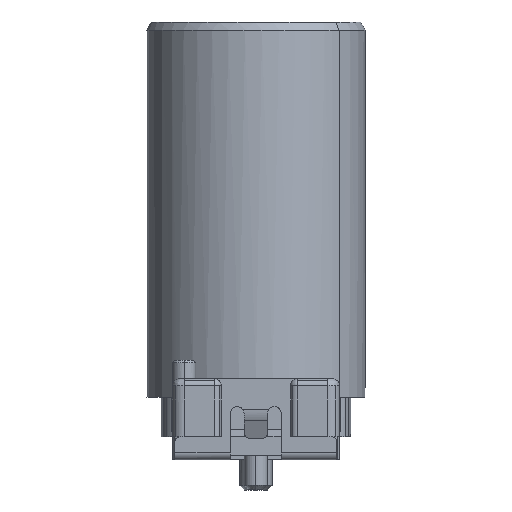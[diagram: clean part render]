
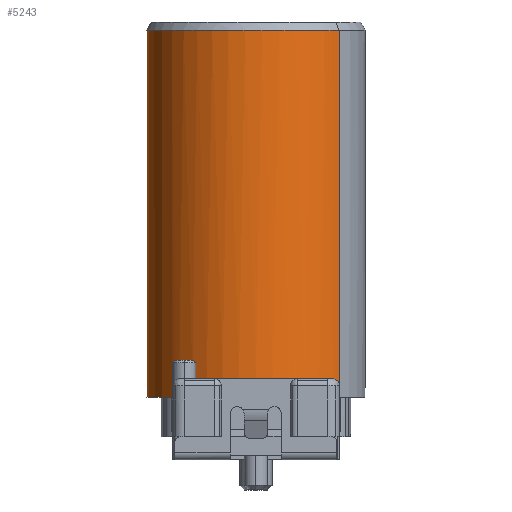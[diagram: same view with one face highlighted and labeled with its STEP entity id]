
A CAD part, front view. The second image highlights one B-rep face of the part: STEP entity #5243.
In plain terms, the highlighted cylindrical face has radius 4.725 mm (diameter 9.45 mm), a partial arc.
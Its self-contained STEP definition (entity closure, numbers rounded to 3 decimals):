
#4777=AXIS2_PLACEMENT_3D('Circle Axis2P3D',#4775,#4776,$) ;
#5151=AXIS2_PLACEMENT_3D('Cylinder Axis2P3D',#5148,#5149,#5150) ;
#5201=AXIS2_PLACEMENT_3D('Circle Axis2P3D',#5199,#5200,$) ;
#5208=AXIS2_PLACEMENT_3D('Circle Axis2P3D',#5206,#5207,$) ;
#3424=CARTESIAN_POINT('Line Origine',(1.125,9.81,4.8)) ;
#3428=CARTESIAN_POINT('Vertex',(1.125,9.81,4.5)) ;
#3430=CARTESIAN_POINT('Vertex',(1.125,9.81,19.854)) ;
#3437=CARTESIAN_POINT('Vertex',(8.325,3.69,19.854)) ;
#3440=CARTESIAN_POINT('Line Origine',(8.325,3.69,4.8)) ;
#3444=CARTESIAN_POINT('Vertex',(8.325,3.69,4.5)) ;
#4772=CARTESIAN_POINT('Vertex',(1.125,3.69,4.)) ;
#4775=CARTESIAN_POINT('Axis2P3D Location',(4.725,6.75,4.)) ;
#4779=CARTESIAN_POINT('Vertex',(1.125,9.81,4.)) ;
#5148=CARTESIAN_POINT('Axis2P3D Location',(4.725,6.75,4.8)) ;
#5154=CARTESIAN_POINT('Control Point',(1.125,9.81,19.854)) ;
#5155=CARTESIAN_POINT('Control Point',(0.644,9.245,19.854)) ;
#5156=CARTESIAN_POINT('Control Point',(0.275,8.585,19.854)) ;
#5157=CARTESIAN_POINT('Control Point',(0.041,7.86,19.854)) ;
#5158=CARTESIAN_POINT('Control Point',(-0.13,6.357,19.854)) ;
#5159=CARTESIAN_POINT('Control Point',(0.281,4.901,19.854)) ;
#5160=CARTESIAN_POINT('Control Point',(0.628,4.222,19.854)) ;
#5161=CARTESIAN_POINT('Control Point',(1.57,3.039,19.854)) ;
#5162=CARTESIAN_POINT('Control Point',(2.89,2.3,19.854)) ;
#5163=CARTESIAN_POINT('Control Point',(3.615,2.066,19.854)) ;
#5164=CARTESIAN_POINT('Control Point',(5.118,1.895,19.854)) ;
#5165=CARTESIAN_POINT('Control Point',(6.574,2.306,19.854)) ;
#5166=CARTESIAN_POINT('Control Point',(7.253,2.653,19.854)) ;
#5167=CARTESIAN_POINT('Control Point',(7.844,3.124,19.854)) ;
#5168=CARTESIAN_POINT('Control Point',(8.325,3.69,19.854)) ;
#5170=CARTESIAN_POINT('Line Origine',(1.125,9.81,4.8)) ;
#5175=CARTESIAN_POINT('Line Origine',(1.125,3.69,4.8)) ;
#5179=CARTESIAN_POINT('Vertex',(1.125,3.69,4.5)) ;
#5183=CARTESIAN_POINT('Control Point',(1.125,3.69,4.5)) ;
#5184=CARTESIAN_POINT('Control Point',(1.125,3.689,4.564)) ;
#5185=CARTESIAN_POINT('Control Point',(1.145,3.666,4.629)) ;
#5186=CARTESIAN_POINT('Control Point',(1.176,3.63,4.675)) ;
#5187=CARTESIAN_POINT('Control Point',(1.213,3.589,4.712)) ;
#5188=CARTESIAN_POINT('Vertex',(1.213,3.589,4.712)) ;
#5192=CARTESIAN_POINT('Control Point',(1.213,3.589,4.712)) ;
#5193=CARTESIAN_POINT('Control Point',(1.273,3.523,4.772)) ;
#5194=CARTESIAN_POINT('Control Point',(1.35,3.441,4.801)) ;
#5195=CARTESIAN_POINT('Control Point',(1.425,3.368,4.8)) ;
#5196=CARTESIAN_POINT('Vertex',(1.425,3.368,4.8)) ;
#5199=CARTESIAN_POINT('Axis2P3D Location',(4.725,6.75,4.8)) ;
#5203=CARTESIAN_POINT('Vertex',(4.725,2.025,4.8)) ;
#5206=CARTESIAN_POINT('Axis2P3D Location',(4.725,6.75,4.8)) ;
#5210=CARTESIAN_POINT('Vertex',(8.025,3.368,4.8)) ;
#5214=CARTESIAN_POINT('Control Point',(8.025,3.368,4.8)) ;
#5215=CARTESIAN_POINT('Control Point',(8.081,3.423,4.8)) ;
#5216=CARTESIAN_POINT('Control Point',(8.14,3.483,4.784)) ;
#5217=CARTESIAN_POINT('Control Point',(8.192,3.539,4.758)) ;
#5218=CARTESIAN_POINT('Control Point',(8.237,3.589,4.712)) ;
#5219=CARTESIAN_POINT('Vertex',(8.237,3.589,4.712)) ;
#5223=CARTESIAN_POINT('Control Point',(8.237,3.589,4.712)) ;
#5224=CARTESIAN_POINT('Control Point',(8.274,3.63,4.675)) ;
#5225=CARTESIAN_POINT('Control Point',(8.306,3.667,4.628)) ;
#5226=CARTESIAN_POINT('Control Point',(8.325,3.689,4.564)) ;
#5227=CARTESIAN_POINT('Control Point',(8.325,3.69,4.5)) ;
#3425=DIRECTION('Vector Direction',(0.,0.,-1.)) ;
#3441=DIRECTION('Vector Direction',(0.,0.,-1.)) ;
#4776=DIRECTION('Axis2P3D Direction',(0.,0.,1.)) ;
#5149=DIRECTION('Axis2P3D Direction',(0.,0.,-1.)) ;
#5150=DIRECTION('Axis2P3D XDirection',(0.762,-0.648,0.)) ;
#5171=DIRECTION('Vector Direction',(0.,0.,-1.)) ;
#5176=DIRECTION('Vector Direction',(0.,0.,-1.)) ;
#5200=DIRECTION('Axis2P3D Direction',(0.,0.,-1.)) ;
#5207=DIRECTION('Axis2P3D Direction',(0.,0.,-1.)) ;
#3426=VECTOR('Line Direction',#3425,1.) ;
#3442=VECTOR('Line Direction',#3441,1.) ;
#5172=VECTOR('Line Direction',#5171,1.) ;
#5177=VECTOR('Line Direction',#5176,1.) ;
#5230=ORIENTED_EDGE('',*,*,#3446,.F.) ;
#5231=ORIENTED_EDGE('',*,*,#5169,.F.) ;
#5232=ORIENTED_EDGE('',*,*,#3432,.F.) ;
#5233=ORIENTED_EDGE('',*,*,#5174,.F.) ;
#5234=ORIENTED_EDGE('',*,*,#4781,.T.) ;
#5235=ORIENTED_EDGE('',*,*,#5181,.F.) ;
#5236=ORIENTED_EDGE('',*,*,#5190,.F.) ;
#5237=ORIENTED_EDGE('',*,*,#5198,.F.) ;
#5238=ORIENTED_EDGE('',*,*,#5205,.F.) ;
#5239=ORIENTED_EDGE('',*,*,#5212,.F.) ;
#5240=ORIENTED_EDGE('',*,*,#5221,.F.) ;
#5241=ORIENTED_EDGE('',*,*,#5228,.F.) ;
#5243=ADVANCED_FACE('Hauptkoerper',(#5242),#5152,.T.) ;
#5153=B_SPLINE_CURVE_WITH_KNOTS('',5,(#5154,#5155,#5156,#5157,#5158,#5159,#5160,#5161,#5162,#5163,#5164,#5165,#5166,#5167,#5168),.UNSPECIFIED.,.F.,.U.,(6,3,3,3,6),(-7.422,-3.711,0.,3.711,7.422),.UNSPECIFIED.) ;
#5182=B_SPLINE_CURVE_WITH_KNOTS('',4,(#5183,#5184,#5185,#5186,#5187),.UNSPECIFIED.,.F.,.U.,(5,5),(0.,0.37),.UNSPECIFIED.) ;
#5191=B_SPLINE_CURVE_WITH_KNOTS('',3,(#5192,#5193,#5194,#5195),.UNSPECIFIED.,.F.,.U.,(4,4),(0.37,0.826),.UNSPECIFIED.) ;
#5213=B_SPLINE_CURVE_WITH_KNOTS('',4,(#5214,#5215,#5216,#5217,#5218),.UNSPECIFIED.,.F.,.U.,(5,5),(0.,0.455),.UNSPECIFIED.) ;
#5222=B_SPLINE_CURVE_WITH_KNOTS('',4,(#5223,#5224,#5225,#5226,#5227),.UNSPECIFIED.,.F.,.U.,(5,5),(0.455,0.823),.UNSPECIFIED.) ;
#4778=CIRCLE('generated circle',#4777,4.725) ;
#5202=CIRCLE('generated circle',#5201,4.725) ;
#5209=CIRCLE('generated circle',#5208,4.725) ;
#5152=CYLINDRICAL_SURFACE('generated cylinder',#5151,4.725) ;
#3432=EDGE_CURVE('',#3429,#3431,#3427,.F.) ;
#3446=EDGE_CURVE('',#3438,#3445,#3443,.T.) ;
#4781=EDGE_CURVE('',#4780,#4773,#4778,.T.) ;
#5169=EDGE_CURVE('',#3431,#3438,#5153,.T.) ;
#5174=EDGE_CURVE('',#4780,#3429,#5173,.F.) ;
#5181=EDGE_CURVE('',#5180,#4773,#5178,.T.) ;
#5190=EDGE_CURVE('',#5189,#5180,#5182,.F.) ;
#5198=EDGE_CURVE('',#5197,#5189,#5191,.F.) ;
#5205=EDGE_CURVE('',#5204,#5197,#5202,.T.) ;
#5212=EDGE_CURVE('',#5211,#5204,#5209,.T.) ;
#5221=EDGE_CURVE('',#5220,#5211,#5213,.F.) ;
#5228=EDGE_CURVE('',#3445,#5220,#5222,.F.) ;
#5229=EDGE_LOOP('',(#5230,#5231,#5232,#5233,#5234,#5235,#5236,#5237,#5238,#5239,#5240,#5241)) ;
#5242=FACE_OUTER_BOUND('',#5229,.T.) ;
#3427=LINE('Line',#3424,#3426) ;
#3443=LINE('Line',#3440,#3442) ;
#5173=LINE('Line',#5170,#5172) ;
#5178=LINE('Line',#5175,#5177) ;
#3429=VERTEX_POINT('',#3428) ;
#3431=VERTEX_POINT('',#3430) ;
#3438=VERTEX_POINT('',#3437) ;
#3445=VERTEX_POINT('',#3444) ;
#4773=VERTEX_POINT('',#4772) ;
#4780=VERTEX_POINT('',#4779) ;
#5180=VERTEX_POINT('',#5179) ;
#5189=VERTEX_POINT('',#5188) ;
#5197=VERTEX_POINT('',#5196) ;
#5204=VERTEX_POINT('',#5203) ;
#5211=VERTEX_POINT('',#5210) ;
#5220=VERTEX_POINT('',#5219) ;
